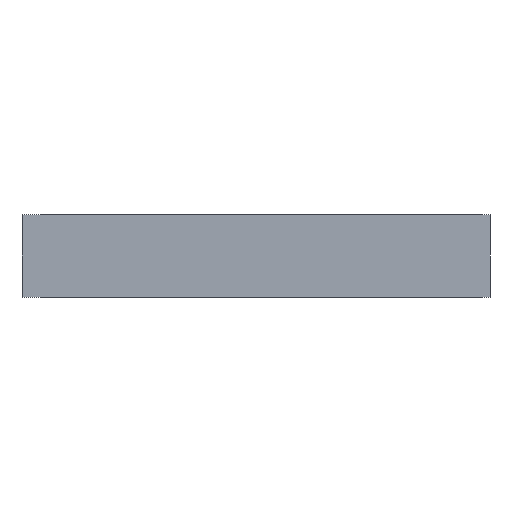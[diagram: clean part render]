
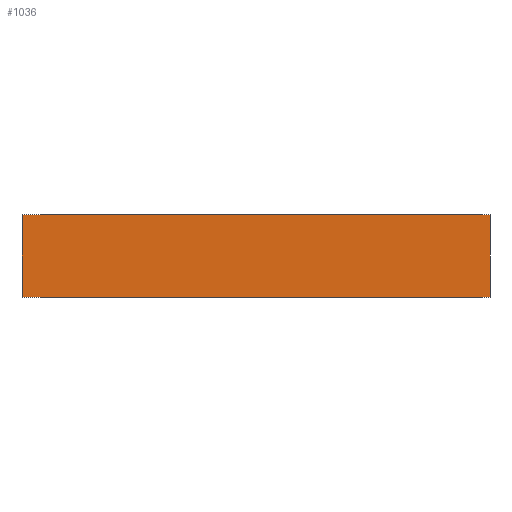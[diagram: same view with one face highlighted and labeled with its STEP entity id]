
A CAD part, front view. The second image highlights one B-rep face of the part: STEP entity #1036.
In plain terms, the highlighted planar face has unit normal (0, -1, 0).
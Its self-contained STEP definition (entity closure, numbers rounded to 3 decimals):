
#240=ORIENTED_EDGE('',*,*,#464,.F.);
#241=ORIENTED_EDGE('',*,*,#447,.F.);
#242=ORIENTED_EDGE('',*,*,#465,.T.);
#243=ORIENTED_EDGE('',*,*,#439,.T.);
#439=EDGE_CURVE('',#550,#548,#659,.T.);
#447=EDGE_CURVE('',#555,#554,#667,.T.);
#464=EDGE_CURVE('',#554,#548,#684,.T.);
#465=EDGE_CURVE('',#555,#550,#685,.T.);
#548=VERTEX_POINT('',#1589);
#550=VERTEX_POINT('',#1592);
#554=VERTEX_POINT('',#1604);
#555=VERTEX_POINT('',#1606);
#659=LINE('',#1591,#791);
#667=LINE('',#1607,#799);
#684=LINE('',#1633,#816);
#685=LINE('',#1634,#817);
#791=VECTOR('',#1284,1000.);
#799=VECTOR('',#1296,1000.);
#816=VECTOR('',#1331,1000.);
#817=VECTOR('',#1332,1000.);
#862=EDGE_LOOP('',(#240,#241,#242,#243));
#926=FACE_BOUND('',#862,.T.);
#990=PLANE('',#1095);
#1036=ADVANCED_FACE('',(#926),#990,.T.);
#1095=AXIS2_PLACEMENT_3D('',#1632,#1329,#1330);
#1284=DIRECTION('',(0.,0.,-1.));
#1296=DIRECTION('',(0.,0.,-1.));
#1329=DIRECTION('',(0.,-1.,0.));
#1330=DIRECTION('',(0.,0.,-1.));
#1331=DIRECTION('',(-1.,0.,0.));
#1332=DIRECTION('',(-1.,0.,0.));
#1589=CARTESIAN_POINT('',(40.65,-129.696,0.));
#1591=CARTESIAN_POINT('',(40.65,-129.696,10.));
#1592=CARTESIAN_POINT('',(40.65,-129.696,10.));
#1604=CARTESIAN_POINT('',(97.35,-129.696,0.));
#1606=CARTESIAN_POINT('',(97.35,-129.696,10.));
#1607=CARTESIAN_POINT('',(97.35,-129.696,10.));
#1632=CARTESIAN_POINT('',(97.35,-129.696,10.));
#1633=CARTESIAN_POINT('',(97.35,-129.696,0.));
#1634=CARTESIAN_POINT('',(97.35,-129.696,10.));
